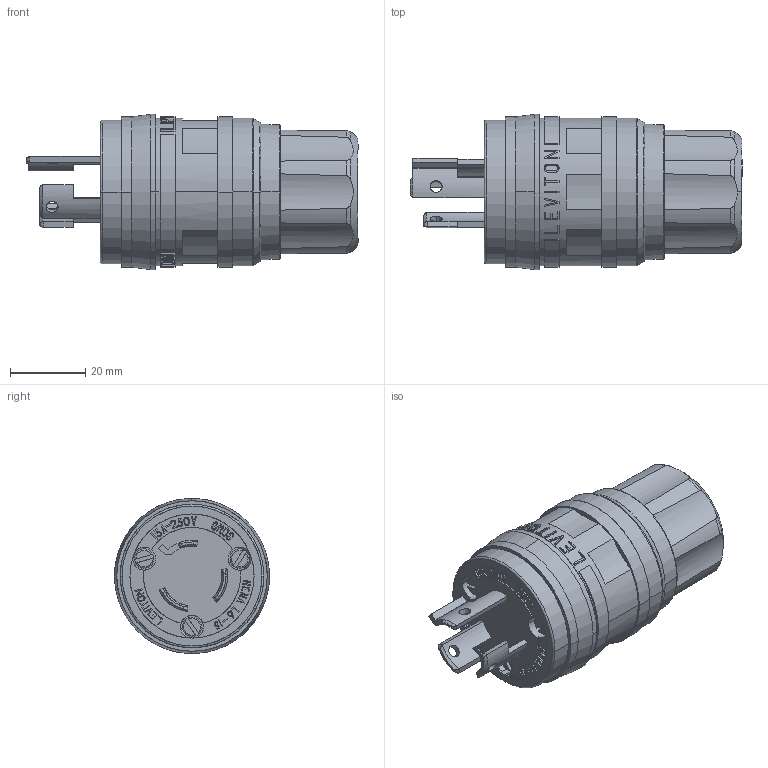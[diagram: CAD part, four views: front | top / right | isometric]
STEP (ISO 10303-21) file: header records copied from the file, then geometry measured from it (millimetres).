
FILE_DESCRIPTION (( 'STEP AP214' ), '1' );
FILE_NAME ('CATSTD-24W49-000-M01.STEP', '2020-11-02T15:31:21', ( '' ), ( '' ), 'SwSTEP 2.0', 'SolidWorks 2020', '' );
FILE_SCHEMA (( 'AUTOMOTIVE_DESIGN' ));
Length unit declared in the file: inch
Products named in the file (1): CATSTD-24W49-000-M01
Bounding box: 88.04 x 41.15 x 41.15 mm (x, y, z)
Surface area: 12102.9 mm2 (no closed solid volume)
Topology: 0 solids, 585 shells, 620 faces, 3355 edges, 3320 vertices
Faces by surface type: plane 436, cylinder 98, bspline 63, cone 23
Full cylindrical faces by diameter (mm): 3.175 x1
Entity records: 44773 total; most frequent: CARTESIAN_POINT 20721, DIRECTION 4145, ORIENTED_EDGE 3439, EDGE_CURVE 3354, VERTEX_POINT 3320, LINE 2335, VECTOR 2335, AXIS2_PLACEMENT_3D 905
